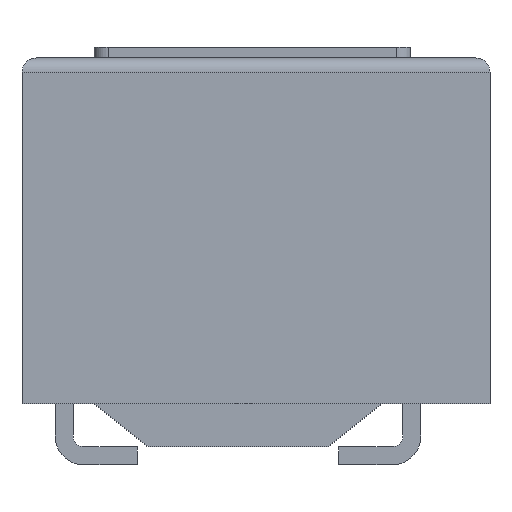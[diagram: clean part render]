
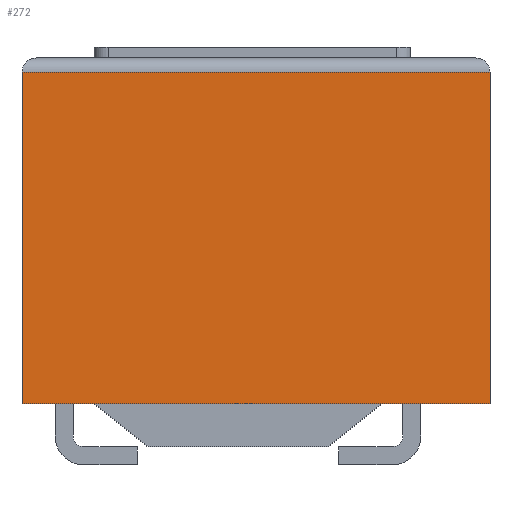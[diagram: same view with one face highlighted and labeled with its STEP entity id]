
A CAD part, front view. The second image highlights one B-rep face of the part: STEP entity #272.
In plain terms, the highlighted planar face has unit normal (0, -1, 0).
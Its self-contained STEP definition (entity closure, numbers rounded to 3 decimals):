
#12=DIRECTION('',(0.,0.,1.));
#26=VECTOR('',#27,1.);
#27=DIRECTION('',(1.,0.,0.));
#67=VECTOR('',#12,1.);
#74=DIRECTION('',(0.,1.,0.));
#177=VERTEX_POINT('',#178);
#178=CARTESIAN_POINT('',(-3.,-5.,5.45));
#215=VERTEX_POINT('',#216);
#216=CARTESIAN_POINT('',(3.5,-5.,5.45));
#221=EDGE_CURVE('',#177,#215,#222,.T.);
#222=LINE('',#178,#26);
#248=EDGE_CURVE('',#249,#177,#251,.T.);
#249=VERTEX_POINT('',#250);
#250=CARTESIAN_POINT('',(-3.,-5.,0.85));
#251=LINE('',#250,#67);
#272=ADVANCED_FACE('',(#273),#285,.F.);
#273=FACE_BOUND('',#274,.F.);
#274=EDGE_LOOP('',(#275,#276,#277,#282));
#275=ORIENTED_EDGE('',*,*,#248,.T.);
#276=ORIENTED_EDGE('',*,*,#221,.T.);
#277=ORIENTED_EDGE('',*,*,#278,.F.);
#278=EDGE_CURVE('',#279,#215,#281,.T.);
#279=VERTEX_POINT('',#280);
#280=CARTESIAN_POINT('',(3.5,-5.,0.85));
#281=LINE('',#280,#67);
#282=ORIENTED_EDGE('',*,*,#283,.F.);
#283=EDGE_CURVE('',#249,#279,#284,.T.);
#284=LINE('',#250,#26);
#285=PLANE('',#286);
#286=AXIS2_PLACEMENT_3D('',#250,#74,#27);
